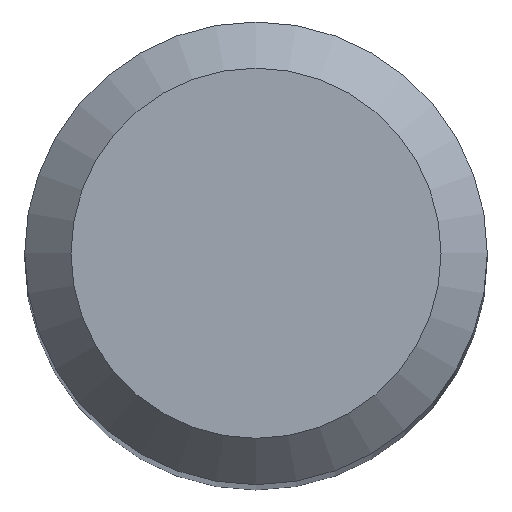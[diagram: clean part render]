
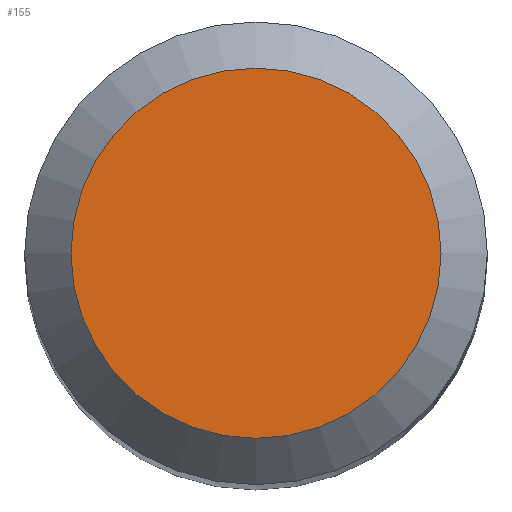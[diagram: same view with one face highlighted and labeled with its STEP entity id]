
A CAD part, top view. The second image highlights one B-rep face of the part: STEP entity #155.
In plain terms, the highlighted planar face has unit normal (0, 0, 1).
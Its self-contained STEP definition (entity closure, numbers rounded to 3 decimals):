
#21 = CARTESIAN_POINT ( 'NONE',  ( 0., 1.2, 38. ) ) ;
#24 = DIRECTION ( 'NONE',  ( 0., 0., -1. ) ) ;
#31 = PLANE ( 'NONE',  #39 ) ;
#39 = AXIS2_PLACEMENT_3D ( 'NONE', #178, #58, #149 ) ;
#58 = DIRECTION ( 'NONE',  ( 0., 0., -1. ) ) ;
#87 = EDGE_CURVE ( 'NONE', #88, #88, #204, .T. ) ;
#88 = VERTEX_POINT ( 'NONE', #21 ) ;
#120 = ORIENTED_EDGE ( 'NONE', *, *, #87, .F. ) ;
#149 = DIRECTION ( 'NONE',  ( 0., 1., 0. ) ) ;
#155 = ADVANCED_FACE ( 'NONE', ( #175 ), #31, .F. ) ;
#175 = FACE_OUTER_BOUND ( 'NONE', #197, .T. ) ;
#178 = CARTESIAN_POINT ( 'NONE',  ( 0., 0., 38. ) ) ;
#180 = DIRECTION ( 'NONE',  ( 0., 1., 0. ) ) ;
#197 = EDGE_LOOP ( 'NONE', ( #120 ) ) ;
#204 = CIRCLE ( 'NONE', #216, 1.2 ) ;
#216 = AXIS2_PLACEMENT_3D ( 'NONE', #278, #24, #180 ) ;
#278 = CARTESIAN_POINT ( 'NONE',  ( 0., 0., 38. ) ) ;
